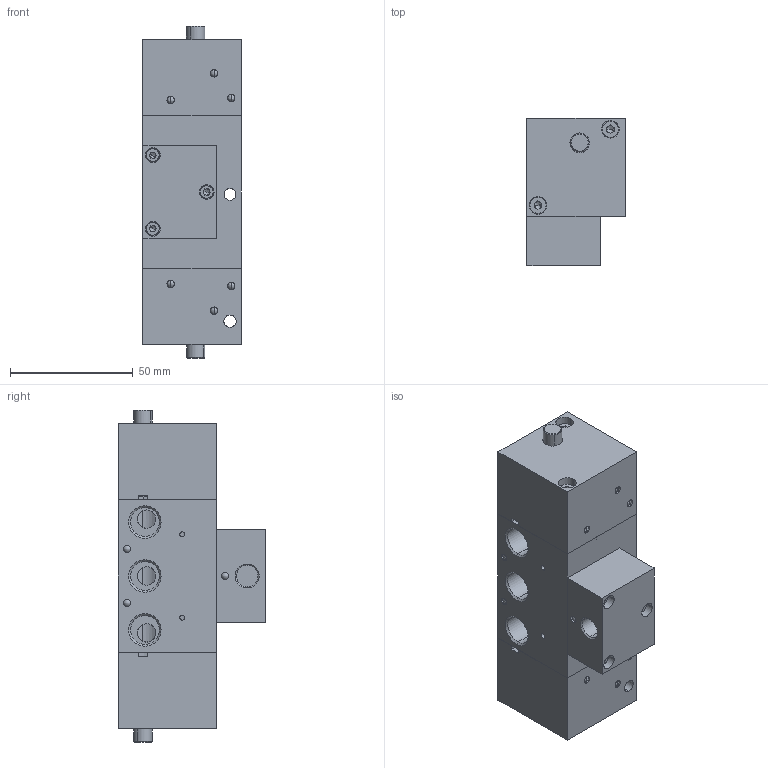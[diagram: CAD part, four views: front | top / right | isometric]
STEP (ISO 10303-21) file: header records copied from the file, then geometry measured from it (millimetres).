
FILE_DESCRIPTION(/* description */ ('VariCAD 2016-1.06 AP-214'),/* implementation_level */ '2;1');
FILE_NAME(/* name */ 'vll_5_14.stp',/* time_stamp */ '2016-06-16T11:48:06+02:00',/* author */ (''),/* organization */ (''),/* preprocessor_version */ 'ST-DEVELOPER v14',/* originating_system */ 'VariCAD 2016-1.06; kernel version (20130303)',/* authorisation */ '');
FILE_SCHEMA (('AUTOMOTIVE_DESIGN'));
Length unit declared in the file: millimetre
Products named in the file (33): vll_5_14; Krper32; Krper31; Krper30; Krper29; Krper28; Krper27; Krper26; Krper25; Krper24; Krper23; Krper22; Krper21; Krper20; Krper19; Krper18; Krper17; Krper16; Krper15; Krper14; Krper13; Krper12; Krper11; Krper10; Krper9; Krper8; Krper7; Krper6; Krper5; Krper4; Krper3; Krper2; Krper1
Assembly tree (32 placements, depth 2):
  vll_5_14
    Krper32
    Krper31
    Krper30
    Krper29
    Krper28
    Krper27
    Krper26
    Krper25
    Krper24
    Krper23
    Krper22
    Krper21
    Krper20
    Krper19
    Krper18
    Krper17
    Krper16
    Krper15
    Krper14
    Krper13
    Krper12
    Krper11
    Krper10
    Krper9
    Krper8
    Krper7
    Krper6
    Krper5
    Krper4
    Krper3
    Krper2
    Krper1
Bounding box: 40 x 60 x 135.4 mm (x, y, z)
Volume: 163563.3 mm3; surface area: 64043 mm2
Topology: 32 solids, 32 shells, 906 faces, 2304 edges, 1438 vertices
Faces by surface type: cylinder 406, plane 309, cone 115, torus 40, sphere 36
Entity records: 31158 total; most frequent: CARTESIAN_POINT 8010, DIRECTION 4949, ORIENTED_EDGE 4436, EDGE_CURVE 2218, AXIS2_PLACEMENT_3D 2017, VERTEX_POINT 1438, EDGE_LOOP 1100, CIRCLE 1014
